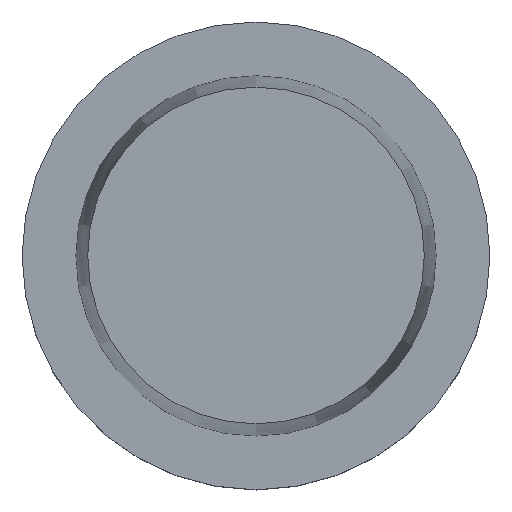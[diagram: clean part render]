
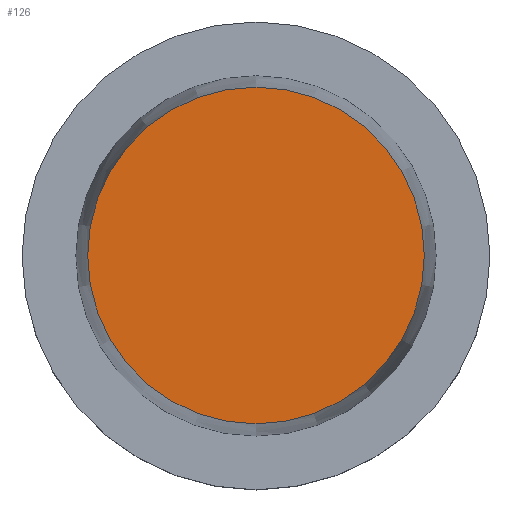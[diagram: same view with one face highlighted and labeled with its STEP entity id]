
A CAD part, top view. The second image highlights one B-rep face of the part: STEP entity #126.
In plain terms, the highlighted planar face has unit normal (0, 0, 1).
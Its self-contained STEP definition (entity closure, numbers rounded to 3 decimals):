
#126=ADVANCED_FACE('Unnamed[1]',(#313),#314,.T.);
#190=EDGE_CURVE('Unnamed[1]',#413,#413,#414,.T.);
#313=FACE_OUTER_BOUND('',#568,.T.);
#314=PLANE('',#569);
#413=VERTEX_POINT('',#692);
#414=CIRCLE('',#693,44.978);
#568=EDGE_LOOP('',(#843));
#569=AXIS2_PLACEMENT_3D('',#844,#845,#846);
#692=CARTESIAN_POINT('',(0.,44.978,63.));
#693=AXIS2_PLACEMENT_3D('',#955,#956,#957);
#843=ORIENTED_EDGE('',*,*,#190,.F.);
#844=CARTESIAN_POINT('',(0.,22.489,63.));
#845=DIRECTION('',(0.,0.,1.0));
#846=DIRECTION('',(0.,-1.0,0.));
#955=CARTESIAN_POINT('',(0.,0.,63.));
#956=DIRECTION('',(0.,0.,-1.0));
#957=DIRECTION('',(0.,1.0,0.));
